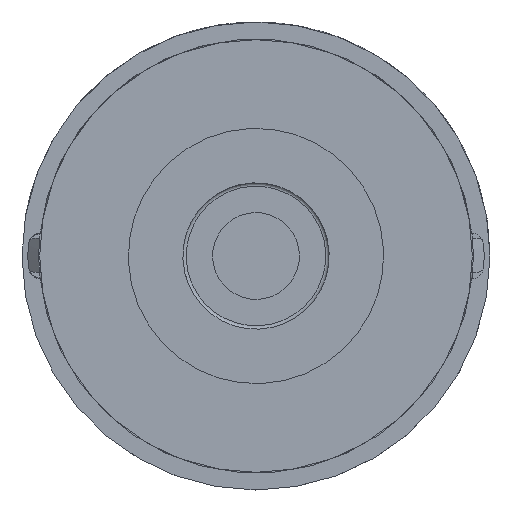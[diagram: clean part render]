
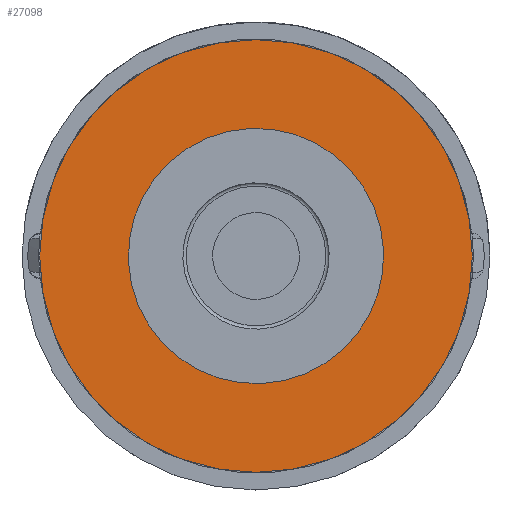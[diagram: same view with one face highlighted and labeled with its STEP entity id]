
A CAD part, front view. The second image highlights one B-rep face of the part: STEP entity #27098.
In plain terms, the highlighted planar face has unit normal (0, -1, 0).
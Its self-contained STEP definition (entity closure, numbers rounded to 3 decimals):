
#27056=CARTESIAN_POINT('',(36.555,86.568,-20.428));
#27057=VERTEX_POINT('',#27056);
#27058=CARTESIAN_POINT('',(36.555,86.568,-26.828));
#27059=DIRECTION('',(0.0,1.0,0.0));
#27060=DIRECTION('',(0.0,0.0,1.0));
#27061=AXIS2_PLACEMENT_3D('',#27058,#27059,#27060);
#27062=CIRCLE('',#27061,6.4);
#27063=EDGE_CURVE('',#27057,#27057,#27062,.T.);
#27079=CARTESIAN_POINT('',(36.555,86.568,-10.915));
#27080=DIRECTION('',(0.0,-1.0,0.0));
#27081=DIRECTION('',(-1.0,0.0,0.0));
#27082=AXIS2_PLACEMENT_3D('',#27079,#27080,#27081);
#27083=PLANE('',#27082);
#27084=CARTESIAN_POINT('',(36.555,86.568,-1.403));
#27085=VERTEX_POINT('',#27084);
#27086=CARTESIAN_POINT('',(36.555,86.568,-26.828));
#27087=DIRECTION('',(0.0,1.0,0.0));
#27088=DIRECTION('',(0.0,0.0,1.0));
#27089=AXIS2_PLACEMENT_3D('',#27086,#27087,#27088);
#27090=CIRCLE('',#27089,25.425);
#27091=EDGE_CURVE('',#27085,#27085,#27090,.T.);
#27092=ORIENTED_EDGE('',*,*,#27091,.F.);
#27093=EDGE_LOOP('',(#27092));
#27094=FACE_OUTER_BOUND('',#27093,.T.);
#27095=ORIENTED_EDGE('',*,*,#27063,.T.);
#27096=EDGE_LOOP('',(#27095));
#27097=FACE_BOUND('',#27096,.T.);
#27098=ADVANCED_FACE('',(#27094,#27097),#27083,.T.);
